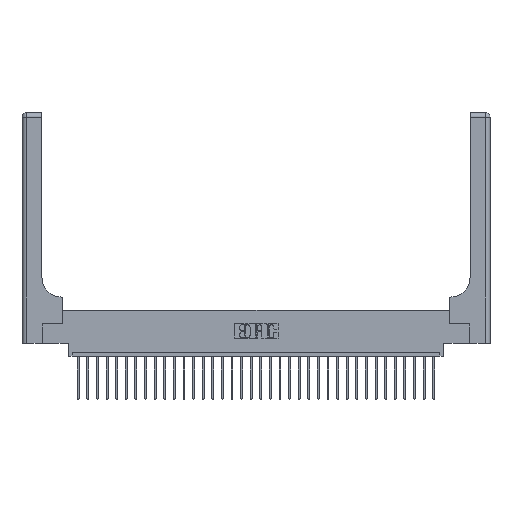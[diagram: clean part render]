
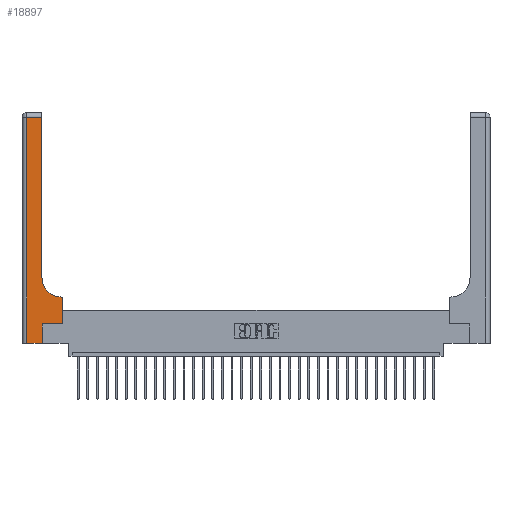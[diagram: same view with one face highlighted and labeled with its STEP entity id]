
A CAD part, top view. The second image highlights one B-rep face of the part: STEP entity #18897.
In plain terms, the highlighted planar face has unit normal (0, 0, 1).
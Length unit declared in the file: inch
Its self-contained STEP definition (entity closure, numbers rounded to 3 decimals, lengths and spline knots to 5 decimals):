
#38 = EDGE_CURVE ( 'NONE', #22303, #1371, #5440, .T. ) ;
#641 = LINE ( 'NONE', #8208, #25199 ) ;
#715 = LINE ( 'NONE', #7150, #22767 ) ;
#1371 = VERTEX_POINT ( 'NONE', #8570 ) ;
#2232 = DIRECTION ( 'NONE',  ( 0., -1., 0. ) ) ;
#2563 = VECTOR ( 'NONE', #13190, 39.37008 ) ;
#2959 = EDGE_CURVE ( 'NONE', #14133, #16290, #715, .T. ) ;
#3728 = DIRECTION ( 'NONE',  ( 1., 0., 0. ) ) ;
#3951 = CARTESIAN_POINT ( 'NONE',  ( 0., 0., 0.37 ) ) ;
#4517 = CARTESIAN_POINT ( 'NONE',  ( 0.265, 0., 0.37 ) ) ;
#5227 = CARTESIAN_POINT ( 'NONE',  ( 0.51, 0.85, 0.37 ) ) ;
#5303 = AXIS2_PLACEMENT_3D ( 'NONE', #11082, #27180, #13187 ) ;
#5440 = LINE ( 'NONE', #10605, #19349 ) ;
#5530 = DIRECTION ( 'NONE',  ( 1., 0., 0. ) ) ;
#5646 = EDGE_CURVE ( 'NONE', #27298, #14133, #24712, .T. ) ;
#5678 = CIRCLE ( 'NONE', #23806, 0.25 ) ;
#5878 = ORIENTED_EDGE ( 'NONE', *, *, #38, .T. ) ;
#6303 = VERTEX_POINT ( 'NONE', #21336 ) ;
#6527 = VECTOR ( 'NONE', #28888, 39.37008 ) ;
#6862 = CARTESIAN_POINT ( 'NONE',  ( 0.528, 0.25, 0.37 ) ) ;
#7150 = CARTESIAN_POINT ( 'NONE',  ( 0., 2.94, 0.37 ) ) ;
#7569 = ORIENTED_EDGE ( 'NONE', *, *, #28781, .T. ) ;
#8094 = EDGE_LOOP ( 'NONE', ( #8517, #24197, #16693, #7569, #10206, #24502, #5878, #15446, #11888 ) ) ;
#8208 = CARTESIAN_POINT ( 'NONE',  ( 0.265, 0.25, 0.37 ) ) ;
#8517 = ORIENTED_EDGE ( 'NONE', *, *, #5646, .T. ) ;
#8570 = CARTESIAN_POINT ( 'NONE',  ( 0.528, 0.6, 0.37 ) ) ;
#9628 = DIRECTION ( 'NONE',  ( -1., 0., 0. ) ) ;
#9700 = DIRECTION ( 'NONE',  ( 0., 0., -1. ) ) ;
#10206 = ORIENTED_EDGE ( 'NONE', *, *, #13658, .T. ) ;
#10605 = CARTESIAN_POINT ( 'NONE',  ( 0.528, 0.25, 0.37 ) ) ;
#10899 = EDGE_CURVE ( 'NONE', #16290, #27965, #15701, .T. ) ;
#11082 = CARTESIAN_POINT ( 'NONE',  ( 0., 3., 0.37 ) ) ;
#11888 = ORIENTED_EDGE ( 'NONE', *, *, #20395, .T. ) ;
#12325 = CARTESIAN_POINT ( 'NONE',  ( 0.51, 0.6, 0.37 ) ) ;
#12533 = CARTESIAN_POINT ( 'NONE',  ( 0.265, 0., 0.37 ) ) ;
#13187 = DIRECTION ( 'NONE',  ( -1., 0., 0. ) ) ;
#13190 = DIRECTION ( 'NONE',  ( 1., 0., 0. ) ) ;
#13658 = EDGE_CURVE ( 'NONE', #18308, #6303, #21973, .T. ) ;
#14133 = VERTEX_POINT ( 'NONE', #18375 ) ;
#14388 = LINE ( 'NONE', #3951, #2563 ) ;
#15446 = ORIENTED_EDGE ( 'NONE', *, *, #17829, .T. ) ;
#15510 = CARTESIAN_POINT ( 'NONE',  ( 0.26, 0.6, 0.37 ) ) ;
#15701 = LINE ( 'NONE', #27453, #18597 ) ;
#16290 = VERTEX_POINT ( 'NONE', #22247 ) ;
#16693 = ORIENTED_EDGE ( 'NONE', *, *, #10899, .T. ) ;
#16914 = DIRECTION ( 'NONE',  ( 0., 1., 0. ) ) ;
#17295 = CARTESIAN_POINT ( 'NONE',  ( 0.26, 0.85, 0.37 ) ) ;
#17767 = CARTESIAN_POINT ( 'NONE',  ( 0.06, 0., 0.37 ) ) ;
#17829 = EDGE_CURVE ( 'NONE', #1371, #22148, #19717, .T. ) ;
#17895 = PLANE ( 'NONE',  #5303 ) ;
#18308 = VERTEX_POINT ( 'NONE', #4517 ) ;
#18375 = CARTESIAN_POINT ( 'NONE',  ( 0.26, 2.94, 0.37 ) ) ;
#18597 = VECTOR ( 'NONE', #2232, 39.37008 ) ;
#18897 = ADVANCED_FACE ( 'NONE', ( #26359 ), #17895, .F. ) ;
#19244 = DIRECTION ( 'NONE',  ( 0., 1., 0. ) ) ;
#19349 = VECTOR ( 'NONE', #22150, 39.37008 ) ;
#19717 = LINE ( 'NONE', #15510, #6527 ) ;
#20141 = VECTOR ( 'NONE', #16914, 39.37008 ) ;
#20395 = EDGE_CURVE ( 'NONE', #22148, #27298, #5678, .T. ) ;
#20563 = EDGE_CURVE ( 'NONE', #6303, #22303, #641, .T. ) ;
#21336 = CARTESIAN_POINT ( 'NONE',  ( 0.265, 0.25, 0.37 ) ) ;
#21973 = LINE ( 'NONE', #12533, #22325 ) ;
#22148 = VERTEX_POINT ( 'NONE', #12325 ) ;
#22150 = DIRECTION ( 'NONE',  ( 0., 1., 0. ) ) ;
#22247 = CARTESIAN_POINT ( 'NONE',  ( 0.06, 2.94, 0.37 ) ) ;
#22303 = VERTEX_POINT ( 'NONE', #6862 ) ;
#22325 = VECTOR ( 'NONE', #19244, 39.37008 ) ;
#22767 = VECTOR ( 'NONE', #9628, 39.37008 ) ;
#23806 = AXIS2_PLACEMENT_3D ( 'NONE', #5227, #9700, #5530 ) ;
#24197 = ORIENTED_EDGE ( 'NONE', *, *, #2959, .T. ) ;
#24502 = ORIENTED_EDGE ( 'NONE', *, *, #20563, .T. ) ;
#24712 = LINE ( 'NONE', #25915, #20141 ) ;
#25199 = VECTOR ( 'NONE', #3728, 39.37008 ) ;
#25915 = CARTESIAN_POINT ( 'NONE',  ( 0.26, 3., 0.37 ) ) ;
#26359 = FACE_OUTER_BOUND ( 'NONE', #8094, .T. ) ;
#27180 = DIRECTION ( 'NONE',  ( 0., 0., -1. ) ) ;
#27298 = VERTEX_POINT ( 'NONE', #17295 ) ;
#27453 = CARTESIAN_POINT ( 'NONE',  ( 0.06, 3., 0.37 ) ) ;
#27965 = VERTEX_POINT ( 'NONE', #17767 ) ;
#28781 = EDGE_CURVE ( 'NONE', #27965, #18308, #14388, .T. ) ;
#28888 = DIRECTION ( 'NONE',  ( -1., 0., 0. ) ) ;
